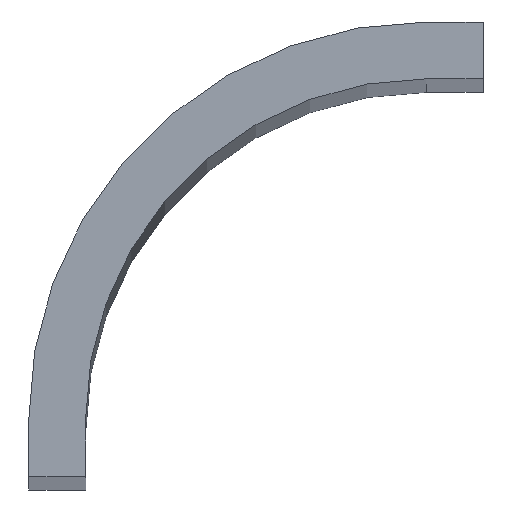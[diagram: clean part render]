
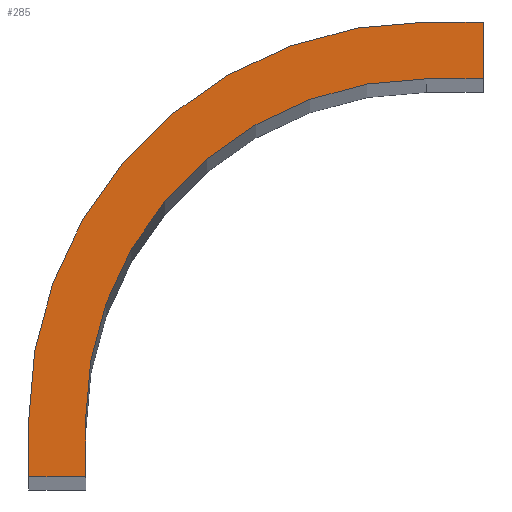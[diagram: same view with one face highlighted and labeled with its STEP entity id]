
A CAD part, top view. The second image highlights one B-rep face of the part: STEP entity #285.
In plain terms, the highlighted planar face has unit normal (0, 0, 1).
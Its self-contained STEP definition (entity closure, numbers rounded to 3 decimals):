
#1 = DIRECTION ( 'NONE',  ( 1., 0., 0. ) ) ;
#8 = CARTESIAN_POINT ( 'NONE',  ( -28.5, -2., 0. ) ) ;
#12 = EDGE_CURVE ( 'NONE', #342, #217, #56, .T. ) ;
#14 = ORIENTED_EDGE ( 'NONE', *, *, #88, .F. ) ;
#27 = EDGE_CURVE ( 'NONE', #277, #361, #85, .T. ) ;
#29 = LINE ( 'NONE', #180, #35 ) ;
#31 = VECTOR ( 'NONE', #202, 1000. ) ;
#35 = VECTOR ( 'NONE', #348, 1000. ) ;
#36 = ORIENTED_EDGE ( 'NONE', *, *, #363, .F. ) ;
#45 = VECTOR ( 'NONE', #1, 1000. ) ;
#46 = CARTESIAN_POINT ( 'NONE',  ( -28.5, -1.5, 0. ) ) ;
#49 = DIRECTION ( 'NONE',  ( 0., 0., -1. ) ) ;
#54 = CARTESIAN_POINT ( 'NONE',  ( 0., -2., 0. ) ) ;
#56 = LINE ( 'NONE', #145, #45 ) ;
#64 = CARTESIAN_POINT ( 'NONE',  ( -31.5, 0., 0. ) ) ;
#69 = CARTESIAN_POINT ( 'NONE',  ( -28., -1.5, 0. ) ) ;
#72 = CIRCLE ( 'NONE', #162, 3. ) ;
#75 = ORIENTED_EDGE ( 'NONE', *, *, #370, .T. ) ;
#85 = LINE ( 'NONE', #286, #346 ) ;
#88 = EDGE_CURVE ( 'NONE', #277, #342, #337, .T. ) ;
#111 = EDGE_CURVE ( 'NONE', #217, #220, #200, .T. ) ;
#116 = ORIENTED_EDGE ( 'NONE', *, *, #157, .T. ) ;
#119 = LINE ( 'NONE', #64, #31 ) ;
#126 = ORIENTED_EDGE ( 'NONE', *, *, #111, .F. ) ;
#134 = DIRECTION ( 'NONE',  ( 1., 0., 0. ) ) ;
#142 = CARTESIAN_POINT ( 'NONE',  ( -32., -5.5, 0. ) ) ;
#145 = CARTESIAN_POINT ( 'NONE',  ( 0., -1.5, 0. ) ) ;
#157 = EDGE_CURVE ( 'NONE', #361, #314, #29, .T. ) ;
#161 = PLANE ( 'NONE',  #300 ) ;
#162 = AXIS2_PLACEMENT_3D ( 'NONE', #244, #49, #192 ) ;
#180 = CARTESIAN_POINT ( 'NONE',  ( 0., -5.5, 0. ) ) ;
#187 = CARTESIAN_POINT ( 'NONE',  ( 0., 0., 0. ) ) ;
#191 = FACE_OUTER_BOUND ( 'NONE', #228, .T. ) ;
#192 = DIRECTION ( 'NONE',  ( 1., 0., 0. ) ) ;
#198 = ORIENTED_EDGE ( 'NONE', *, *, #27, .T. ) ;
#199 = ORIENTED_EDGE ( 'NONE', *, *, #242, .T. ) ;
#200 = LINE ( 'NONE', #261, #266 ) ;
#202 = DIRECTION ( 'NONE',  ( 0., 1., 0. ) ) ;
#207 = AXIS2_PLACEMENT_3D ( 'NONE', #260, #259, #224 ) ;
#209 = ORIENTED_EDGE ( 'NONE', *, *, #12, .F. ) ;
#217 = VERTEX_POINT ( 'NONE', #69 ) ;
#219 = VERTEX_POINT ( 'NONE', #8 ) ;
#220 = VERTEX_POINT ( 'NONE', #315 ) ;
#224 = DIRECTION ( 'NONE',  ( 1., 0., 0. ) ) ;
#228 = EDGE_LOOP ( 'NONE', ( #14, #198, #116, #199, #75, #36, #126, #209 ) ) ;
#232 = DIRECTION ( 'NONE',  ( 0., 0., 1. ) ) ;
#242 = EDGE_CURVE ( 'NONE', #314, #281, #119, .T. ) ;
#244 = CARTESIAN_POINT ( 'NONE',  ( -28.5, -5., 0. ) ) ;
#249 = DIRECTION ( 'NONE',  ( 0., -1., 0. ) ) ;
#259 = DIRECTION ( 'NONE',  ( 0., 0., -1. ) ) ;
#260 = CARTESIAN_POINT ( 'NONE',  ( -28.5, -5., 0. ) ) ;
#261 = CARTESIAN_POINT ( 'NONE',  ( -28., 0., 0. ) ) ;
#266 = VECTOR ( 'NONE', #293, 1000. ) ;
#276 = DIRECTION ( 'NONE',  ( -1., 0., 0. ) ) ;
#277 = VERTEX_POINT ( 'NONE', #302 ) ;
#281 = VERTEX_POINT ( 'NONE', #297 ) ;
#285 = ADVANCED_FACE ( 'NONE', ( #191 ), #161, .T. ) ;
#286 = CARTESIAN_POINT ( 'NONE',  ( -32., 0., 0. ) ) ;
#293 = DIRECTION ( 'NONE',  ( 0., -1., 0. ) ) ;
#297 = CARTESIAN_POINT ( 'NONE',  ( -31.5, -5., 0. ) ) ;
#300 = AXIS2_PLACEMENT_3D ( 'NONE', #187, #232, #134 ) ;
#302 = CARTESIAN_POINT ( 'NONE',  ( -32., -5., 0. ) ) ;
#314 = VERTEX_POINT ( 'NONE', #330 ) ;
#315 = CARTESIAN_POINT ( 'NONE',  ( -28., -2., 0. ) ) ;
#330 = CARTESIAN_POINT ( 'NONE',  ( -31.5, -5.5, 0. ) ) ;
#337 = CIRCLE ( 'NONE', #207, 3.5 ) ;
#339 = LINE ( 'NONE', #54, #349 ) ;
#342 = VERTEX_POINT ( 'NONE', #46 ) ;
#346 = VECTOR ( 'NONE', #249, 1000. ) ;
#348 = DIRECTION ( 'NONE',  ( 1., 0., 0. ) ) ;
#349 = VECTOR ( 'NONE', #276, 1000. ) ;
#361 = VERTEX_POINT ( 'NONE', #142 ) ;
#363 = EDGE_CURVE ( 'NONE', #220, #219, #339, .T. ) ;
#370 = EDGE_CURVE ( 'NONE', #281, #219, #72, .T. ) ;
